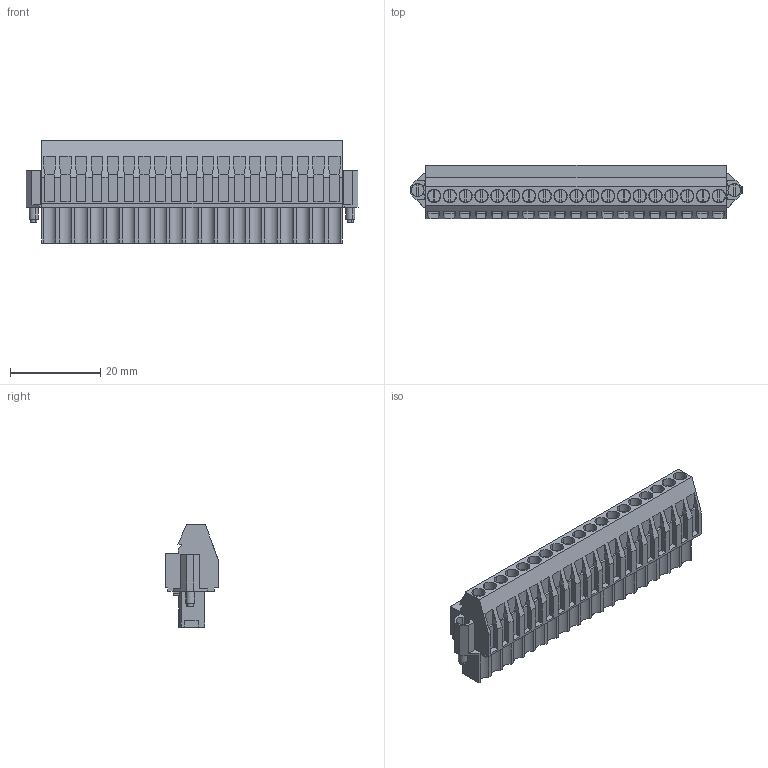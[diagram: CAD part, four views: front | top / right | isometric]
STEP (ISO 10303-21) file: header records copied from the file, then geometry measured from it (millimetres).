
FILE_DESCRIPTION(('CATIA V5 STEP Exchange','CAx-IF Rec.Pracs.--- Model Styling and Organization---1.2---2011-12-15'),'2;1');
FILE_NAME ('D1454061_0_1639180000_1639180000.stp','2017-04-18T10:26:32+00:00',('none'),('Weidmueller'),'CATIA Version 5-6 Release 2014','CATIA V5 STEP AP214','none');
FILE_SCHEMA(('AUTOMOTIVE_DESIGN { 1 0 10303 214 1 1 1 1 }'));
Length unit declared in the file: millimetre
Products named in the file (1): 1639180000
Bounding box: 73.44 x 11.83 x 22.6 mm (x, y, z)
Volume: 10372.6 mm3; surface area: 8136.2 mm2
Topology: 22 solids, 22 shells, 1150 faces, 3165 edges, 2140 vertices
Faces by surface type: plane 977, cylinder 173
Entity records: 33971 total; most frequent: ORIENTED_EDGE 6330, CARTESIAN_POINT 6315, DIRECTION 4569, EDGE_CURVE 3165, VECTOR 2621, LINE 2621, VERTEX_POINT 2140, EDGE_LOOP 1235
